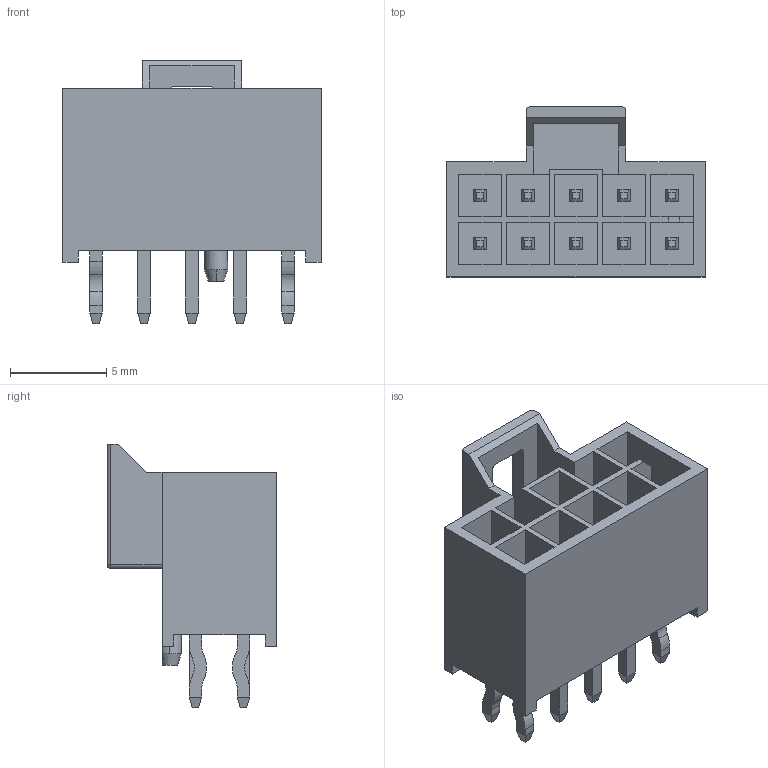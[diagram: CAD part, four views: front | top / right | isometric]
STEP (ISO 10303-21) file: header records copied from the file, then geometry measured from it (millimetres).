
FILE_DESCRIPTION(('CATIA V5 STEP'),'2;1');
FILE_NAME('1053101210-10pin-1.stp','2018-08-08T07:33:17+00:00',('none'),('none'),'CATIA Version 5 Release 20 GA (IN-10)','CATIA V5 STEP AP214','none');
FILE_SCHEMA(('AUTOMOTIVE_DESIGN { 1 0 10303 214 1 1 1 1 }'));
Length unit declared in the file: millimetre
Products named in the file (1): 1053101210
Bounding box: 13.44 x 8.84 x 13.71 mm (x, y, z)
Volume: 443.3 mm3; surface area: 1341.9 mm2
Topology: 1 solids, 1 shells, 313 faces, 792 edges, 517 vertices
Faces by surface type: plane 274, cylinder 35, cone 2, sphere 2
Entity records: 9308 total; most frequent: CARTESIAN_POINT 1838, ORIENTED_EDGE 1540, DIRECTION 1384, EDGE_CURVE 770, VECTOR 695, LINE 695, VERTEX_POINT 484, AXIS2_PLACEMENT_3D 378
